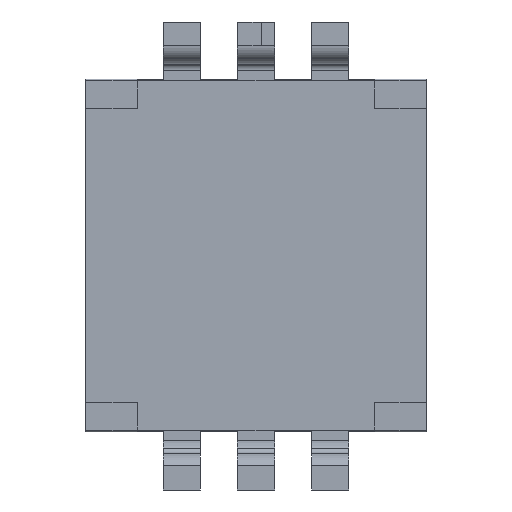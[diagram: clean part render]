
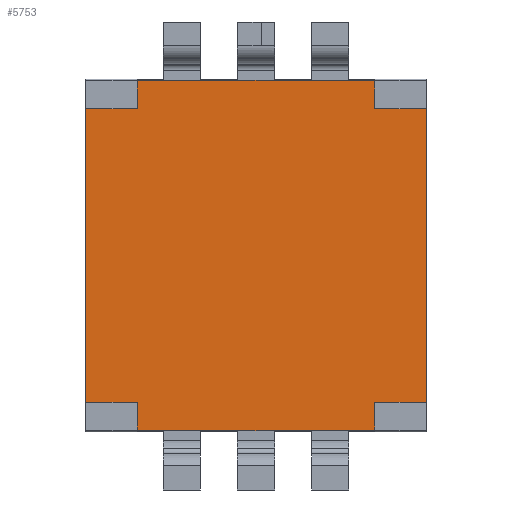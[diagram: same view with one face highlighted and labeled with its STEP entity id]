
A CAD part, front view. The second image highlights one B-rep face of the part: STEP entity #5753.
In plain terms, the highlighted planar face has unit normal (0, -1, 0).
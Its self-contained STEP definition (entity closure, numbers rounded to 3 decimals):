
#449=FACE_OUTER_BOUND('',#822,.T.);
#822=EDGE_LOOP('',(#4580,#4581,#4582,#4583));
#1393=LINE('',#8932,#2085);
#1394=LINE('',#8935,#2086);
#1395=LINE('',#8937,#2087);
#1396=LINE('',#8938,#2088);
#2085=VECTOR('',#7278,10.);
#2086=VECTOR('',#7281,10.);
#2087=VECTOR('',#7282,10.);
#2088=VECTOR('',#7283,10.);
#2637=VERTEX_POINT('',#8928);
#2638=VERTEX_POINT('',#8930);
#2639=VERTEX_POINT('',#8934);
#2640=VERTEX_POINT('',#8936);
#3323=EDGE_CURVE('',#2637,#2638,#1393,.T.);
#3324=EDGE_CURVE('',#2637,#2639,#1394,.T.);
#3325=EDGE_CURVE('',#2640,#2638,#1395,.T.);
#3326=EDGE_CURVE('',#2639,#2640,#1396,.T.);
#4580=ORIENTED_EDGE('',*,*,#3324,.F.);
#4581=ORIENTED_EDGE('',*,*,#3323,.T.);
#4582=ORIENTED_EDGE('',*,*,#3325,.F.);
#4583=ORIENTED_EDGE('',*,*,#3326,.F.);
#5451=PLANE('',#6167);
#5753=ADVANCED_FACE('',(#449),#5451,.T.);
#6167=AXIS2_PLACEMENT_3D('',#8933,#7279,#7280);
#7278=DIRECTION('',(1.,0.,0.));
#7279=DIRECTION('center_axis',(0.,-1.,0.));
#7280=DIRECTION('ref_axis',(0.,0.,-1.));
#7281=DIRECTION('',(0.,0.,1.));
#7282=DIRECTION('',(0.,0.,-1.));
#7283=DIRECTION('',(1.,0.,0.));
#8928=CARTESIAN_POINT('',(0.,-1.297,-4.865));
#8930=CARTESIAN_POINT('',(4.6,-1.297,-4.865));
#8932=CARTESIAN_POINT('',(0.,-1.297,-4.865));
#8933=CARTESIAN_POINT('Origin',(0.,-1.297,-0.135));
#8934=CARTESIAN_POINT('',(0.,-1.297,-0.135));
#8935=CARTESIAN_POINT('',(0.,-1.297,-4.865));
#8936=CARTESIAN_POINT('',(4.6,-1.297,-0.135));
#8937=CARTESIAN_POINT('',(4.6,-1.297,-4.865));
#8938=CARTESIAN_POINT('',(0.,-1.297,-0.135));
